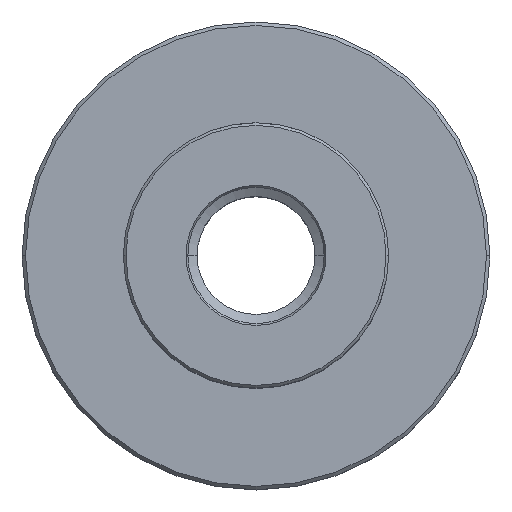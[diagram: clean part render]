
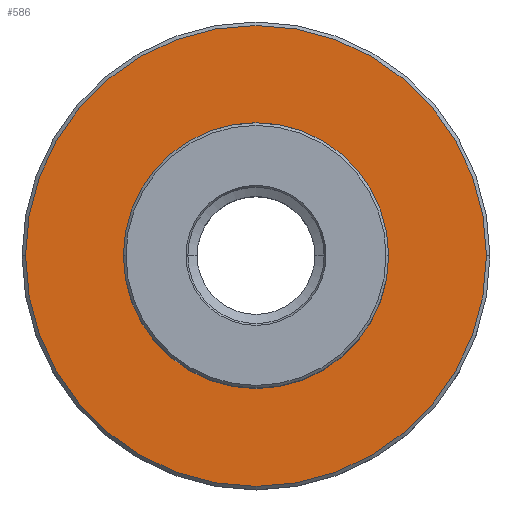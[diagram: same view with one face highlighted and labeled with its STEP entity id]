
A CAD part, top view. The second image highlights one B-rep face of the part: STEP entity #586.
In plain terms, the highlighted planar face has unit normal (0, 0, 1).
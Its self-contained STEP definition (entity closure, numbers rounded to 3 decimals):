
#586=ADVANCED_FACE('NONE',(#1633,#1634),#1635,.T.);
#788=VERTEX_POINT('NONE',#1859);
#1152=VERTEX_POINT('NONE',#2255);
#1174=VERTEX_POINT('NONE',#2279);
#1188=EDGE_CURVE('NONE',#788,#1174,#2294,.T.);
#1220=EDGE_CURVE('NONE',#1174,#788,#2327,.T.);
#1374=EDGE_CURVE('NONE',#1152,#1460,#2500,.T.);
#1460=VERTEX_POINT('NONE',#2600);
#1472=EDGE_CURVE('NONE',#1460,#1152,#2614,.T.);
#1633=FACE_OUTER_BOUND('',#2824,.T.);
#1634=FACE_BOUND('',#2825,.T.);
#1635=PLANE('',#2826);
#1859=CARTESIAN_POINT('',(-17.8,0.,0.0));
#2255=CARTESIAN_POINT('',(-31.275,0.,0.0));
#2279=CARTESIAN_POINT('',(17.8,0.,0.0));
#2294=CIRCLE('',#3892,17.8);
#2327=CIRCLE('',#3936,17.8);
#2500=CIRCLE('',#4177,31.275);
#2600=CARTESIAN_POINT('',(31.275,0.,0.0));
#2614=CIRCLE('',#4324,31.275);
#2824=EDGE_LOOP('',(#4558,#4559));
#2825=EDGE_LOOP('',(#4560,#4561));
#2826=AXIS2_PLACEMENT_3D('',#4562,#4563,#4564);
#3892=AXIS2_PLACEMENT_3D('',#5333,#5334,#5335);
#3936=AXIS2_PLACEMENT_3D('',#5361,#5362,#5363);
#4177=AXIS2_PLACEMENT_3D('',#5563,#5564,#5565);
#4324=AXIS2_PLACEMENT_3D('',#5742,#5743,#5744);
#4558=ORIENTED_EDGE('',*,*,#1374,.F.);
#4559=ORIENTED_EDGE('',*,*,#1472,.F.);
#4560=ORIENTED_EDGE('',*,*,#1220,.F.);
#4561=ORIENTED_EDGE('',*,*,#1188,.F.);
#4562=CARTESIAN_POINT('',(-18.0,0.0,0.0));
#4563=DIRECTION('',(0.0,-0.0,1.0));
#4564=DIRECTION('',(0.0,1.0,0.0));
#5333=CARTESIAN_POINT('',(0.0,0.0,0.0));
#5334=DIRECTION('',(0.0,-0.0,1.0));
#5335=DIRECTION('',(0.0,1.0,0.0));
#5361=CARTESIAN_POINT('',(0.0,0.0,0.0));
#5362=DIRECTION('',(0.0,-0.0,1.0));
#5363=DIRECTION('',(0.0,1.0,0.0));
#5563=CARTESIAN_POINT('',(0.0,0.0,0.0));
#5564=DIRECTION('',(0.0,0.0,-1.0));
#5565=DIRECTION('',(0.0,1.0,0.0));
#5742=CARTESIAN_POINT('',(0.0,0.0,0.0));
#5743=DIRECTION('',(0.0,0.0,-1.0));
#5744=DIRECTION('',(0.0,1.0,0.0));
